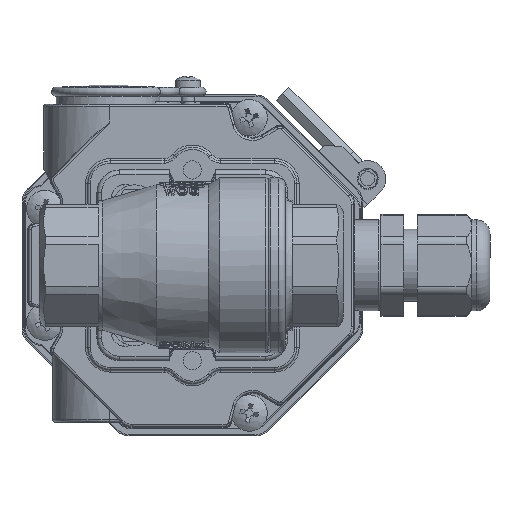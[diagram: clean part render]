
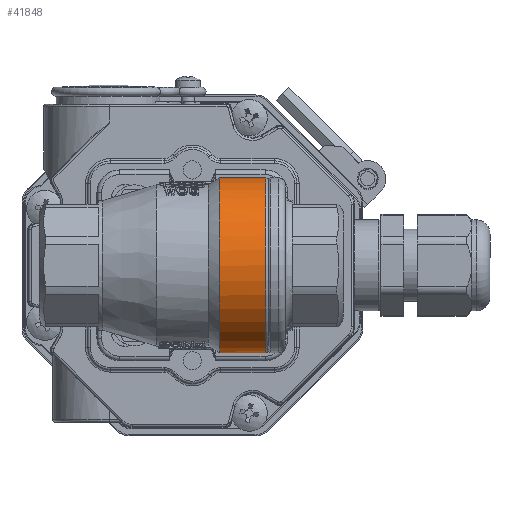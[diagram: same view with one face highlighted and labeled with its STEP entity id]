
A CAD part, front view. The second image highlights one B-rep face of the part: STEP entity #41848.
In plain terms, the highlighted cylindrical face has radius 19.25 mm (diameter 38.5 mm), a full revolution.
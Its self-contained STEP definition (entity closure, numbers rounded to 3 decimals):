
#6969=CYLINDRICAL_SURFACE('',#46852,19.25);
#8589=CIRCLE('',#46851,19.25);
#8590=CIRCLE('',#46853,19.25);
#13634=ORIENTED_EDGE('',*,*,#25246,.F.);
#13635=ORIENTED_EDGE('',*,*,#25245,.T.);
#13636=ORIENTED_EDGE('',*,*,#24872,.T.);
#13637=ORIENTED_EDGE('',*,*,#25244,.F.);
#13638=ORIENTED_EDGE('',*,*,#24853,.T.);
#24853=EDGE_CURVE('',#30951,#30950,#34645,.T.);
#24872=EDGE_CURVE('',#30964,#30965,#34664,.T.);
#25244=EDGE_CURVE('',#30951,#30965,#34686,.T.);
#25245=EDGE_CURVE('',#30950,#30964,#8589,.T.);
#25246=EDGE_CURVE('',#31192,#31192,#8590,.T.);
#30950=VERTEX_POINT('',#89218);
#30951=VERTEX_POINT('',#89232);
#30964=VERTEX_POINT('',#89658);
#30965=VERTEX_POINT('',#89667);
#31192=VERTEX_POINT('',#90987);
#34645=B_SPLINE_CURVE_WITH_KNOTS('',3,(#89219,#89220,#89221,#89222,#89223,
#89224,#89225,#89226,#89227,#89228,#89229,#89230,#89231),.UNSPECIFIED.,
 .F.,.F.,(4,1,1,1,1,1,1,1,1,1,4),(0.,0.125,0.25,0.375,0.438,0.5,0.563,
0.625,0.75,0.875,1.),.UNSPECIFIED.);
#34664=B_SPLINE_CURVE_WITH_KNOTS('',3,(#89668,#89669,#89670,#89671,#89672,
#89673,#89674,#89675,#89676,#89677,#89678,#89679),.UNSPECIFIED.,.F.,.F.,
(4,1,1,1,1,1,1,1,1,4),(0.,0.125,0.25,0.375,0.438,0.5,0.625,0.75,0.875,
1.),.UNSPECIFIED.);
#34686=B_SPLINE_CURVE_WITH_KNOTS('',3,(#90969,#90970,#90971,#90972,#90973,
#90974,#90975,#90976,#90977,#90978,#90979,#90980,#90981),.UNSPECIFIED.,
 .F.,.F.,(4,1,1,1,1,1,1,1,1,1,4),(0.,0.004,0.008,
0.012,0.014,0.017,0.019,
0.021,0.025,0.029,0.033),
 .UNSPECIFIED.);
#35610=EDGE_LOOP('',(#13634));
#35611=EDGE_LOOP('',(#13635,#13636,#13637,#13638));
#38723=FACE_BOUND('',#35610,.T.);
#38724=FACE_BOUND('',#35611,.T.);
#41848=ADVANCED_FACE('',(#38723,#38724),#6969,.T.);
#46851=AXIS2_PLACEMENT_3D('',#90984,#53598,#53599);
#46852=AXIS2_PLACEMENT_3D('',#90985,#53600,#53601);
#46853=AXIS2_PLACEMENT_3D('',#90986,#53602,#53603);
#53598=DIRECTION('',(1.,0.,0.));
#53599=DIRECTION('',(0.,0.,-1.));
#53600=DIRECTION('',(1.,0.,0.));
#53601=DIRECTION('',(0.,0.,-1.));
#53602=DIRECTION('',(1.,0.,0.));
#53603=DIRECTION('',(0.,0.,-1.));
#89218=CARTESIAN_POINT('',(6.05,14.608,12.537));
#89219=CARTESIAN_POINT('',(3.136,15.177,11.842));
#89220=CARTESIAN_POINT('',(3.291,15.209,11.801));
#89221=CARTESIAN_POINT('',(3.6,15.265,11.728));
#89222=CARTESIAN_POINT('',(3.99,15.319,11.657));
#89223=CARTESIAN_POINT('',(4.424,15.354,11.611));
#89224=CARTESIAN_POINT('',(4.719,15.357,11.608));
#89225=CARTESIAN_POINT('',(4.902,15.352,11.614));
#89226=CARTESIAN_POINT('',(5.182,15.326,11.648));
#89227=CARTESIAN_POINT('',(5.47,15.267,11.725));
#89228=CARTESIAN_POINT('',(5.761,15.16,11.865));
#89229=CARTESIAN_POINT('',(6.014,14.903,12.187));
#89230=CARTESIAN_POINT('',(6.05,14.714,12.413));
#89231=CARTESIAN_POINT('',(6.05,14.608,12.537));
#89232=CARTESIAN_POINT('',(3.136,15.177,11.842));
#89658=CARTESIAN_POINT('',(6.05,14.608,-12.537));
#89667=CARTESIAN_POINT('',(3.136,15.177,-11.842));
#89668=CARTESIAN_POINT('',(6.05,14.608,-12.537));
#89669=CARTESIAN_POINT('',(6.05,14.716,-12.411));
#89670=CARTESIAN_POINT('',(6.011,14.9,-12.19));
#89671=CARTESIAN_POINT('',(5.774,15.157,-11.868));
#89672=CARTESIAN_POINT('',(5.426,15.279,-11.709));
#89673=CARTESIAN_POINT('',(5.159,15.328,-11.646));
#89674=CARTESIAN_POINT('',(4.825,15.359,-11.605));
#89675=CARTESIAN_POINT('',(4.519,15.359,-11.604));
#89676=CARTESIAN_POINT('',(3.987,15.32,-11.656));
#89677=CARTESIAN_POINT('',(3.6,15.265,-11.729));
#89678=CARTESIAN_POINT('',(3.291,15.209,-11.801));
#89679=CARTESIAN_POINT('',(3.136,15.177,-11.842));
#90969=CARTESIAN_POINT('',(3.136,15.177,11.842));
#90970=CARTESIAN_POINT('',(4.466,15.452,11.49));
#90971=CARTESIAN_POINT('',(6.884,16.279,10.384));
#90972=CARTESIAN_POINT('',(9.799,17.753,7.696));
#90973=CARTESIAN_POINT('',(11.427,18.733,4.774));
#90974=CARTESIAN_POINT('',(12.13,19.173,2.087));
#90975=CARTESIAN_POINT('',(12.309,19.288,0.032));
#90976=CARTESIAN_POINT('',(12.134,19.176,-2.071));
#90977=CARTESIAN_POINT('',(11.442,18.741,-4.735));
#90978=CARTESIAN_POINT('',(9.798,17.752,-7.707));
#90979=CARTESIAN_POINT('',(6.874,16.275,-10.387));
#90980=CARTESIAN_POINT('',(4.469,15.452,-11.489));
#90981=CARTESIAN_POINT('',(3.136,15.177,-11.842));
#90984=CARTESIAN_POINT('',(6.05,0.,0.));
#90985=CARTESIAN_POINT('',(34.348,0.,0.));
#90986=CARTESIAN_POINT('',(16.2,0.,0.));
#90987=CARTESIAN_POINT('',(16.2,0.,-19.25));
